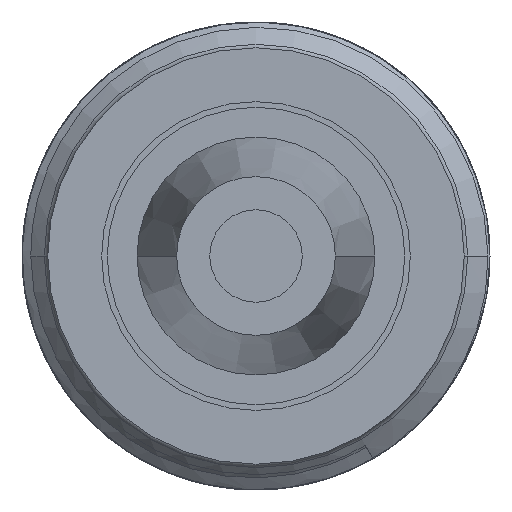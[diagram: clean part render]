
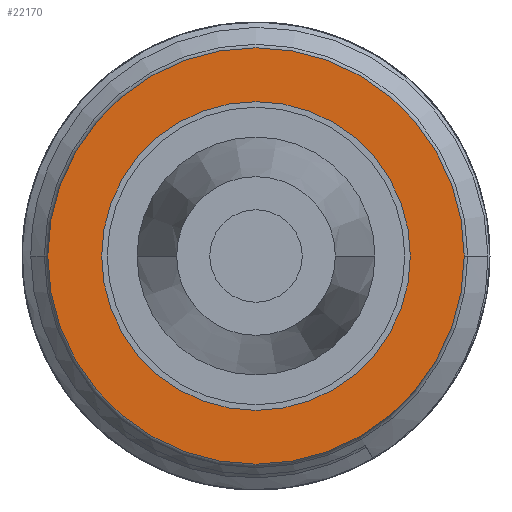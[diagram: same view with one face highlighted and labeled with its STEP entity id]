
A CAD part, front view. The second image highlights one B-rep face of the part: STEP entity #22170.
In plain terms, the highlighted planar face has unit normal (0, -1, 0).
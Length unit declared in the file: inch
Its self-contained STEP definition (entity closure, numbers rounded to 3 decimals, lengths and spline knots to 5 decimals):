
#11348=CARTESIAN_POINT('',(0.,-3.9,0.));
#11349=DIRECTION('',(0.,1.,0.));
#11350=DIRECTION('',(-1.,0.,0.));
#11351=AXIS2_PLACEMENT_3D('',#11348,#11349,#11350);
#11362=CARTESIAN_POINT('',(0.,-3.9,0.));
#11363=DIRECTION('',(0.,-1.,0.));
#11364=DIRECTION('',(-1.,0.,0.));
#11365=AXIS2_PLACEMENT_3D('',#11362,#11363,#11364);
#11371=CARTESIAN_POINT('',(0.,-3.9,0.));
#11372=DIRECTION('',(0.,1.,0.));
#11373=DIRECTION('',(-1.,0.,0.));
#11374=AXIS2_PLACEMENT_3D('',#11371,#11372,#11373);
#11376=CARTESIAN_POINT('',(0.,-3.9,0.));
#11377=DIRECTION('',(0.,-1.,0.));
#11378=DIRECTION('',(-1.,0.,0.));
#11379=AXIS2_PLACEMENT_3D('',#11376,#11377,#11378);
#11520=CARTESIAN_POINT('',(-0.3892,-3.9,0.));
#11522=VERTEX_POINT('',#11520);
#11524=CARTESIAN_POINT('',(0.3892,-3.9,0.));
#11526=VERTEX_POINT('',#11524);
#11527=CARTESIAN_POINT('',(-0.525,-3.9,0.));
#11528=CARTESIAN_POINT('',(0.525,-3.9,0.));
#11529=VERTEX_POINT('',#11527);
#11530=VERTEX_POINT('',#11528);
#22155=CARTESIAN_POINT('',(0.,-3.9,0.));
#22156=DIRECTION('',(0.,1.,0.));
#22157=DIRECTION('',(-1.,0.,0.));
#22158=AXIS2_PLACEMENT_3D('',#22155,#22156,#22157);
#22159=PLANE('',#22158);
#22160=ORIENTED_EDGE('',*,*,#22149,.F.);
#22161=ORIENTED_EDGE('',*,*,#22135,.T.);
#22162=EDGE_LOOP('',(#22160,#22161));
#22163=FACE_OUTER_BOUND('',#22162,.F.);
#22165=ORIENTED_EDGE('',*,*,#22164,.F.);
#22167=ORIENTED_EDGE('',*,*,#22166,.T.);
#22168=EDGE_LOOP('',(#22165,#22167));
#22169=FACE_BOUND('',#22168,.F.);
#22170=ADVANCED_FACE('',(#22163,#22169),#22159,.F.);
#11352=CIRCLE('',#11351,0.525);
#11366=CIRCLE('',#11365,0.525);
#11375=CIRCLE('',#11374,0.3892);
#11380=CIRCLE('',#11379,0.3892);
#22135=EDGE_CURVE('',#11529,#11530,#11352,.T.);
#22149=EDGE_CURVE('',#11529,#11530,#11366,.T.);
#22164=EDGE_CURVE('',#11522,#11526,#11375,.T.);
#22166=EDGE_CURVE('',#11522,#11526,#11380,.T.);
